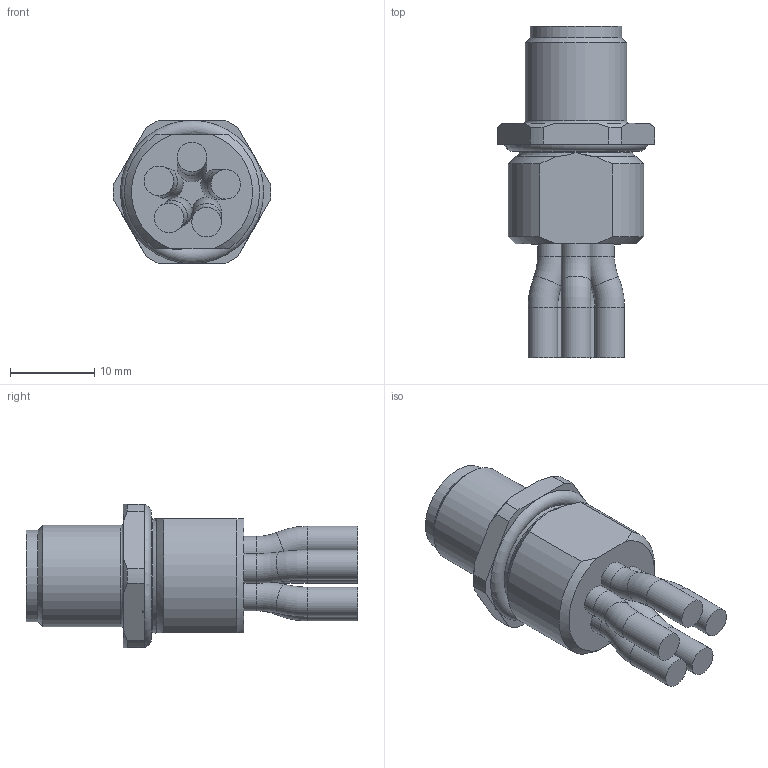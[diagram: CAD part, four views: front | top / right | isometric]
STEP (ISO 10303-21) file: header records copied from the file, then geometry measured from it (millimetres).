
FILE_DESCRIPTION(/* description */ (''),/* implementation_level */ '2;1');
FILE_NAME(/* name */ 'PL-FVM12SU5-m_M16_S5025.stp',/* time_stamp */ '2019-06-05T13:10:54+02:00',/* author */ (''),/* organization */ (''),/* preprocessor_version */ 'ST-DEVELOPER v16',/* originating_system */ 'SIEMENS PLM Software NX 10.0',/* authorisation */ '');
FILE_SCHEMA (('AUTOMOTIVE_DESIGN { 1 0 10303 214 3 1 1 1 }'));
Length unit declared in the file: millimetre
Products named in the file (1): 5030480__Flanschgehaeuse_part_327379
Bounding box: 18.69 x 39.3 x 17 mm (x, y, z)
Volume: 4299 mm3; surface area: 2884.5 mm2
Topology: 1 solids, 2 shells, 243 faces, 617 edges, 382 vertices
Faces by surface type: plane 95, cylinder 65, torus 26, extrusion 25, bspline 15, cone 13, sphere 4
Full cylindrical faces by diameter (mm): 1.5 x4, 1.6 x1, 3.5 x5, 8.9 x1, 9 x1, 10.8 x1, 12 x1, 13.5 x1
Entity records: 8162 total; most frequent: CARTESIAN_POINT 2877, ORIENTED_EDGE 1096, DIRECTION 990, EDGE_CURVE 548, AXIS2_PLACEMENT_3D 365, VERTEX_POINT 360, EDGE_LOOP 296, VECTOR 260
